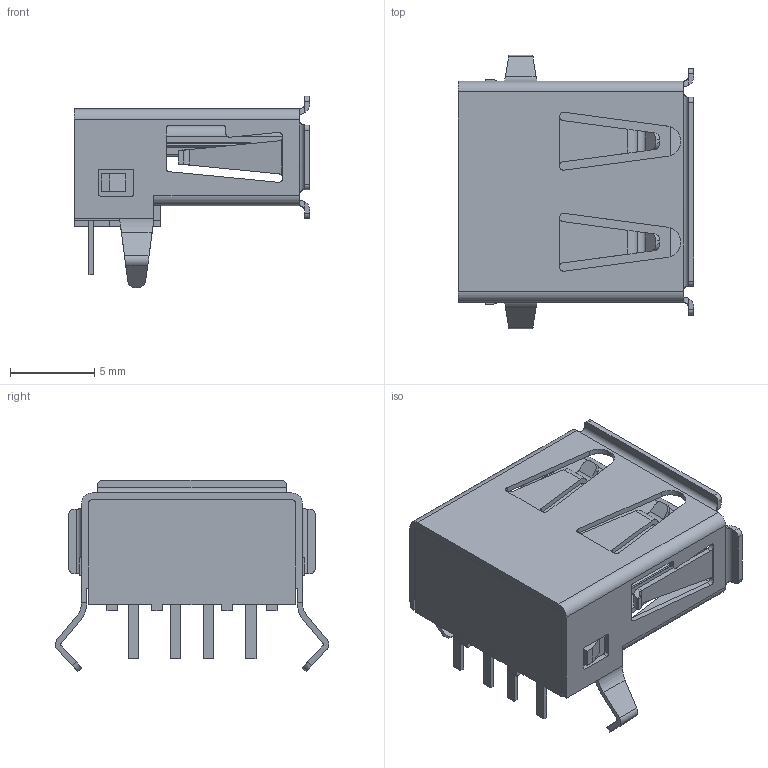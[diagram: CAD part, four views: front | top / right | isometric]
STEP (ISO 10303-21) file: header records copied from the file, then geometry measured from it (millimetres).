
FILE_DESCRIPTION(/* description */ (''),/* implementation_level */ '2;1');
FILE_NAME(/* name */ 'TE - 292303-1.step',/* time_stamp */ '2020-04-02T13:31:51+01:00',/* author */ (''),/* organization */ (''),/* preprocessor_version */ 'ST-DEVELOPER v18',/* originating_system */ 'Autodesk Translation Framework v8.12.0.6',/* authorisation */ '');
FILE_SCHEMA (('AUTOMOTIVE_DESIGN { 1 0 10303 214 3 1 1 }'));
Length unit declared in the file: millimetre
Products named in the file (2): TE - 292303-1; c-292303-1-e4-3d v1
Assembly tree (1 placements, depth 2):
  TE - 292303-1
    c-292303-1-e4-3d v1
Bounding box: 14 x 16.23 x 11.37 mm (x, y, z)
Volume: 710.5 mm3; surface area: 1298 mm2
Topology: 1 solids, 1 shells, 345 faces, 937 edges, 608 vertices
Faces by surface type: plane 219, cylinder 120, bspline 4, cone 2
Entity records: 12638 total; most frequent: CARTESIAN_POINT 3645, ORIENTED_EDGE 1874, DIRECTION 1829, EDGE_CURVE 937, LINE 669, VECTOR 669, VERTEX_POINT 608, AXIS2_PLACEMENT_3D 580
